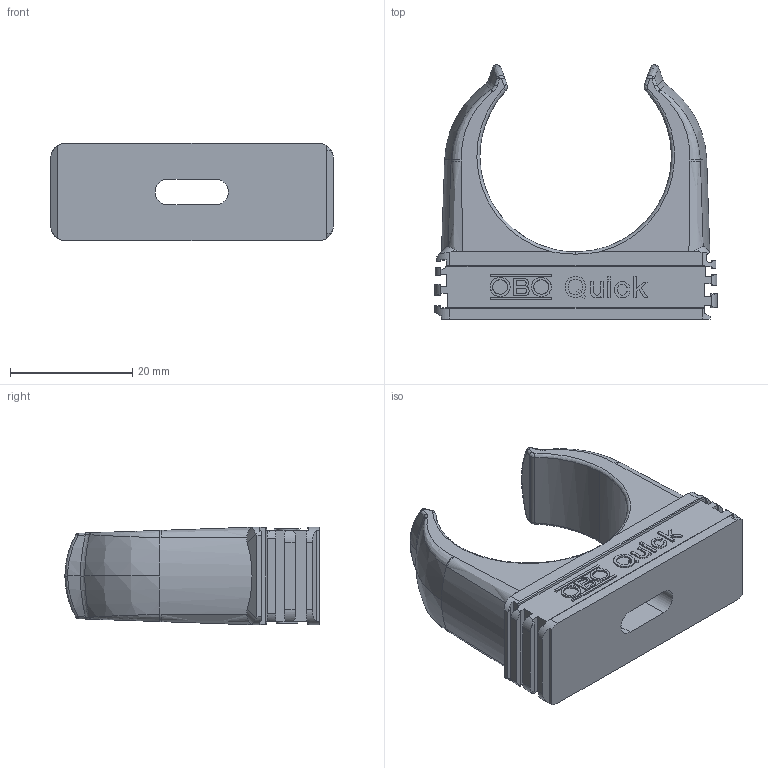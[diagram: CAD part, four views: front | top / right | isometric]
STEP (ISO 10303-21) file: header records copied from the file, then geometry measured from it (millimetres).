
FILE_DESCRIPTION((''),'2;1');
FILE_NAME('2149022','2012-08-08T',('AndreasKeweloh'),(''),'PRO/ENGINEER BY PARAMETRIC TECHNOLOGY CORPORATION, 2012130','PRO/ENGINEER BY PARAMETRIC TECHNOLOGY CORPORATION, 2012130','');
FILE_SCHEMA(('CONFIG_CONTROL_DESIGN'));
Length unit declared in the file: millimetre
Products named in the file (1): 2149022
Bounding box: 46.3 x 41.68 x 16 mm (x, y, z)
Volume: 12460.8 mm3; surface area: 5750.8 mm2
Topology: 1 solids, 1 shells, 552 faces, 1548 edges, 1018 vertices
Faces by surface type: plane 406, cylinder 82, bspline 56, extrusion 8
Entity records: 23742 total; most frequent: CARTESIAN_POINT 9994, ORIENTED_EDGE 3096, DIRECTION 2424, EDGE_CURVE 1548, VECTOR 1200, LINE 1192, VERTEX_POINT 1018, AXIS2_PLACEMENT_3D 612
